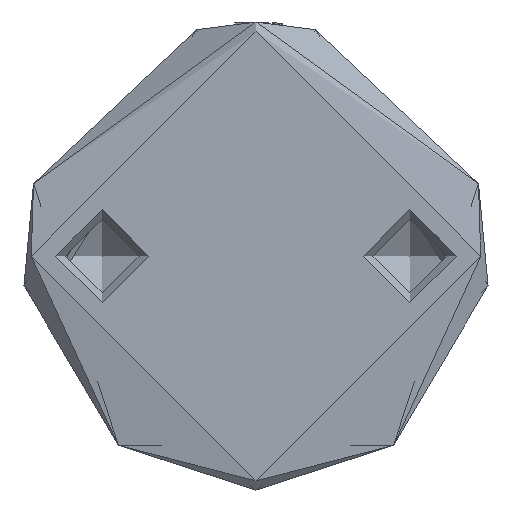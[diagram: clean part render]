
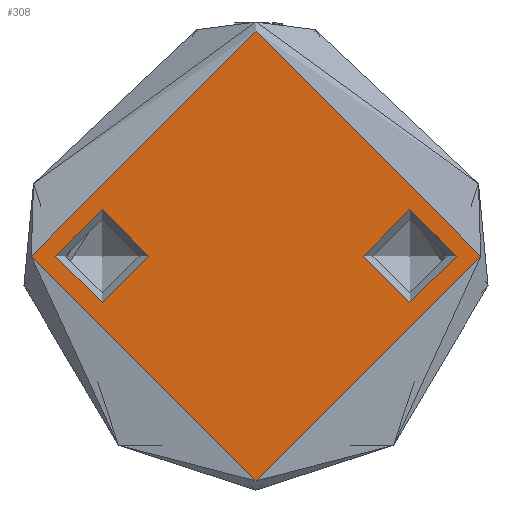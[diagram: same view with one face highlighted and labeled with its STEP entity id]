
A CAD part, front view. The second image highlights one B-rep face of the part: STEP entity #308.
In plain terms, the highlighted face is planar.
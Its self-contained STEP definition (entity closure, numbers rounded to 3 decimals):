
#98 = DIRECTION ( 'NONE',  ( 1., 0., 0. ) ) ;
#308 = ADVANCED_FACE ( 'NONE', ( #610, #480, #549 ), #1164, .T. ) ;
#480 = FACE_OUTER_BOUND ( 'NONE', #3257, .T. ) ;
#549 = FACE_BOUND ( 'NONE', #3159, .T. ) ;
#610 = FACE_BOUND ( 'NONE', #6147, .T. ) ;
#615 = EDGE_CURVE ( 'NONE', #3194, #3194, #1906, .T. ) ;
#795 = ORIENTED_EDGE ( 'NONE', *, *, #615, .T. ) ;
#1060 = ORIENTED_EDGE ( 'NONE', *, *, #5557, .T. ) ;
#1164 = PLANE ( 'NONE',  #2239 ) ;
#1333 = DIRECTION ( 'NONE',  ( 0., 0., 1. ) ) ;
#1735 = CARTESIAN_POINT ( 'NONE',  ( 3.75, -12.5, 0. ) ) ;
#1906 = CIRCLE ( 'NONE', #5110, 3.75 ) ;
#1937 = CIRCLE ( 'NONE', #2059, 18.25 ) ;
#2059 = AXIS2_PLACEMENT_3D ( 'NONE', #4190, #1333, #4686 ) ;
#2098 = DIRECTION ( 'NONE',  ( 1., 0., 0. ) ) ;
#2220 = CARTESIAN_POINT ( 'NONE',  ( 3.75, 12.5, 0. ) ) ;
#2239 = AXIS2_PLACEMENT_3D ( 'NONE', #4491, #4985, #2098 ) ;
#2478 = DIRECTION ( 'NONE',  ( 0., 0., 1. ) ) ;
#2750 = VERTEX_POINT ( 'NONE', #2220 ) ;
#2849 = ORIENTED_EDGE ( 'NONE', *, *, #3324, .F. ) ;
#2919 = DIRECTION ( 'NONE',  ( 0., 0., -1. ) ) ;
#3159 = EDGE_LOOP ( 'NONE', ( #795 ) ) ;
#3194 = VERTEX_POINT ( 'NONE', #1735 ) ;
#3257 = EDGE_LOOP ( 'NONE', ( #1060 ) ) ;
#3324 = EDGE_CURVE ( 'NONE', #2750, #2750, #5258, .T. ) ;
#3704 = AXIS2_PLACEMENT_3D ( 'NONE', #5351, #2478, #5844 ) ;
#4190 = CARTESIAN_POINT ( 'NONE',  ( 0., 0., 0. ) ) ;
#4491 = CARTESIAN_POINT ( 'NONE',  ( 0., 0., 0. ) ) ;
#4686 = DIRECTION ( 'NONE',  ( 1., 0., 0. ) ) ;
#4985 = DIRECTION ( 'NONE',  ( 0., 0., 1. ) ) ;
#5110 = AXIS2_PLACEMENT_3D ( 'NONE', #5804, #2919, #98 ) ;
#5130 = CARTESIAN_POINT ( 'NONE',  ( 18.25, 0., 0. ) ) ;
#5258 = CIRCLE ( 'NONE', #3704, 3.75 ) ;
#5351 = CARTESIAN_POINT ( 'NONE',  ( 0., 12.5, 0. ) ) ;
#5557 = EDGE_CURVE ( 'NONE', #6131, #6131, #1937, .T. ) ;
#5804 = CARTESIAN_POINT ( 'NONE',  ( 0., -12.5, 0. ) ) ;
#5844 = DIRECTION ( 'NONE',  ( 1., 0., 0. ) ) ;
#6131 = VERTEX_POINT ( 'NONE', #5130 ) ;
#6147 = EDGE_LOOP ( 'NONE', ( #2849 ) ) ;
